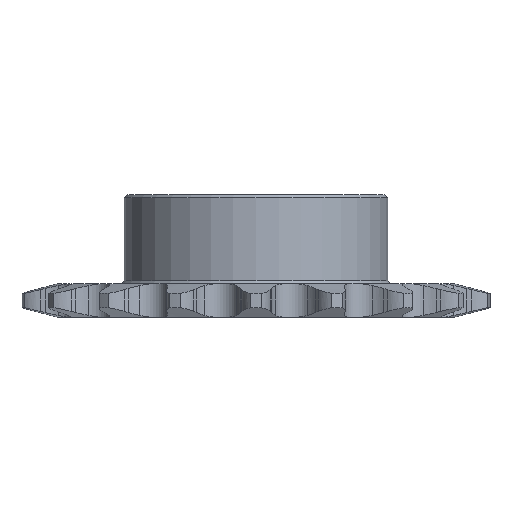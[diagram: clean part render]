
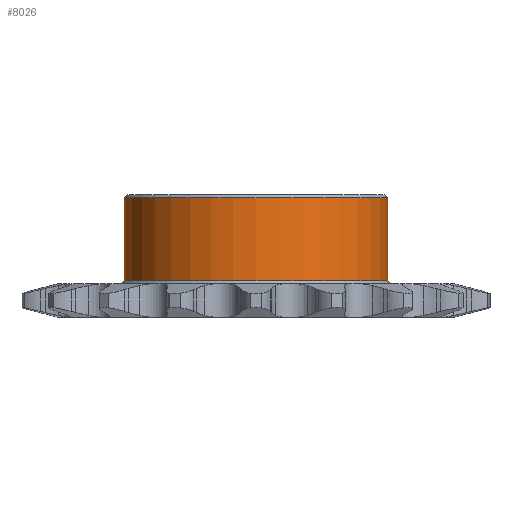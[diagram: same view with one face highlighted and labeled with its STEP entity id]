
A CAD part, front view. The second image highlights one B-rep face of the part: STEP entity #8026.
In plain terms, the highlighted cylindrical face has radius 11.087 mm (diameter 22.174 mm), a partial arc.
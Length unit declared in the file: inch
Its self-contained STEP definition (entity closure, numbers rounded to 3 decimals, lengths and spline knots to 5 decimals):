
#443 = AXIS2_PLACEMENT_3D ( 'NONE', #1274, #5740, #1916 ) ;
#970 = CIRCLE ( 'NONE', #443, 0.4365 ) ;
#1204 = EDGE_CURVE ( 'NONE', #7903, #5363, #1428, .T. ) ;
#1274 = CARTESIAN_POINT ( 'NONE',  ( 0., 0., 0.34 ) ) ;
#1428 = CIRCLE ( 'NONE', #3119, 0.4365 ) ;
#1763 = CARTESIAN_POINT ( 'NONE',  ( -0.4365, 0., 0.34 ) ) ;
#1773 = VERTEX_POINT ( 'NONE', #2059 ) ;
#1916 = DIRECTION ( 'NONE',  ( -1., 0., 0. ) ) ;
#2059 = CARTESIAN_POINT ( 'NONE',  ( 0.4365, 0., 0.34 ) ) ;
#2078 = CARTESIAN_POINT ( 'NONE',  ( 0., 0., 0.35 ) ) ;
#2083 = CARTESIAN_POINT ( 'NONE',  ( 0.4365, 0., 0.065 ) ) ;
#2100 = LINE ( 'NONE', #3515, #4007 ) ;
#2124 = ORIENTED_EDGE ( 'NONE', *, *, #3505, .T. ) ;
#2294 = CYLINDRICAL_SURFACE ( 'NONE', #3478, 0.4365 ) ;
#2863 = EDGE_CURVE ( 'NONE', #1773, #5363, #2100, .T. ) ;
#2867 = LINE ( 'NONE', #3675, #4355 ) ;
#3119 = AXIS2_PLACEMENT_3D ( 'NONE', #3326, #7795, #3968 ) ;
#3326 = CARTESIAN_POINT ( 'NONE',  ( 0., 0., 0.065 ) ) ;
#3478 = AXIS2_PLACEMENT_3D ( 'NONE', #2078, #7807, #7838 ) ;
#3505 = EDGE_CURVE ( 'NONE', #6045, #7903, #2867, .T. ) ;
#3515 = CARTESIAN_POINT ( 'NONE',  ( 0.4365, 0., 0.35 ) ) ;
#3668 = EDGE_CURVE ( 'NONE', #1773, #6045, #970, .T. ) ;
#3675 = CARTESIAN_POINT ( 'NONE',  ( -0.4365, 0., 0.35 ) ) ;
#3968 = DIRECTION ( 'NONE',  ( 1., 0., 0. ) ) ;
#4007 = VECTOR ( 'NONE', #4149, 39.37008 ) ;
#4115 = ORIENTED_EDGE ( 'NONE', *, *, #3668, .T. ) ;
#4149 = DIRECTION ( 'NONE',  ( 0., 0., -1. ) ) ;
#4355 = VECTOR ( 'NONE', #8107, 39.37008 ) ;
#4888 = FACE_OUTER_BOUND ( 'NONE', #7938, .T. ) ;
#5363 = VERTEX_POINT ( 'NONE', #2083 ) ;
#5740 = DIRECTION ( 'NONE',  ( 0., 0., -1. ) ) ;
#6045 = VERTEX_POINT ( 'NONE', #1763 ) ;
#7033 = CARTESIAN_POINT ( 'NONE',  ( -0.4365, 0., 0.065 ) ) ;
#7083 = ORIENTED_EDGE ( 'NONE', *, *, #2863, .F. ) ;
#7138 = ORIENTED_EDGE ( 'NONE', *, *, #1204, .T. ) ;
#7795 = DIRECTION ( 'NONE',  ( 0., 0., 1. ) ) ;
#7807 = DIRECTION ( 'NONE',  ( 0., 0., -1. ) ) ;
#7838 = DIRECTION ( 'NONE',  ( -1., 0., 0. ) ) ;
#7903 = VERTEX_POINT ( 'NONE', #7033 ) ;
#7938 = EDGE_LOOP ( 'NONE', ( #7083, #4115, #2124, #7138 ) ) ;
#8026 = ADVANCED_FACE ( 'NONE', ( #4888 ), #2294, .T. ) ;
#8107 = DIRECTION ( 'NONE',  ( 0., 0., -1. ) ) ;
